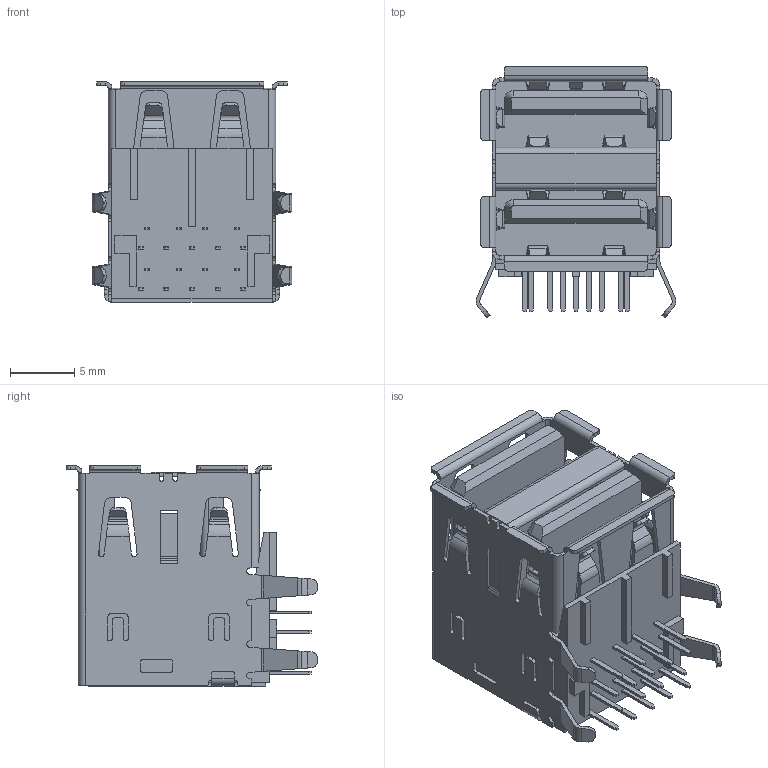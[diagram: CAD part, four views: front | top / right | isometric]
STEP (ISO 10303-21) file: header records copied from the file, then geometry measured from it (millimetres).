
FILE_DESCRIPTION (( 'STEP AP214' ), '1' );
FILE_NAME ('SS-52000-003.STEP', '2021-04-26T19:11:43', ( '' ), ( '' ), 'SwSTEP 2.0', 'SolidWorks 2017', '' );
FILE_SCHEMA (( 'AUTOMOTIVE_DESIGN' ));
Length unit declared in the file: millimetre
Products named in the file (1): SS-52000-003
Bounding box: 15.6 x 19.62 x 17.2 mm (x, y, z)
Volume: 2281.5 mm3; surface area: 4464 mm2
Topology: 22 solids, 22 shells, 1000 faces, 2492 edges, 1538 vertices
Faces by surface type: plane 646, cylinder 296, bspline 54, cone 4
Entity records: 30253 total; most frequent: CARTESIAN_POINT 6763, ORIENTED_EDGE 4984, DIRECTION 4500, EDGE_CURVE 2492, VECTOR 1790, LINE 1790, VERTEX_POINT 1538, AXIS2_PLACEMENT_3D 1355
